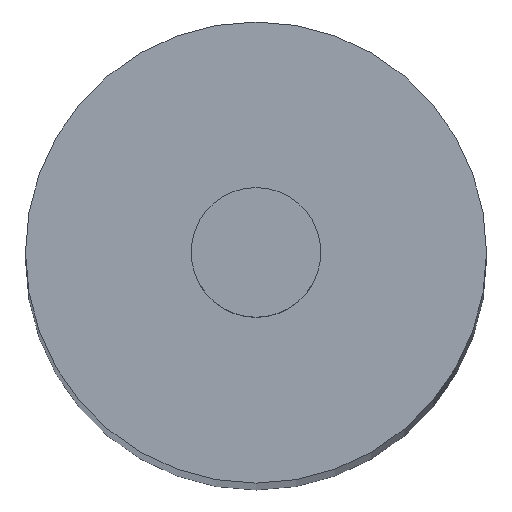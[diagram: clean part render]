
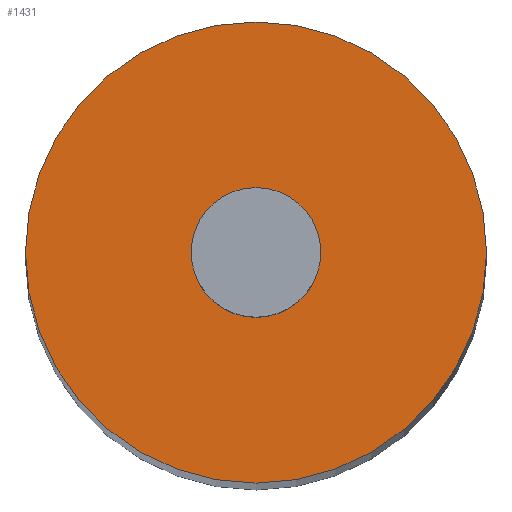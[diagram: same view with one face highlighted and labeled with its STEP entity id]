
A CAD part, top view. The second image highlights one B-rep face of the part: STEP entity #1431.
In plain terms, the highlighted planar face has unit normal (0, 0, 1).
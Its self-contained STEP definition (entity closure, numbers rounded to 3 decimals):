
#109 = EDGE_CURVE ( 'NONE', #2529, #569, #1140, .T. ) ;
#276 = DIRECTION ( 'NONE',  ( -1., 0., 0. ) ) ;
#339 = DIRECTION ( 'NONE',  ( -1., 0., 0. ) ) ;
#371 = CARTESIAN_POINT ( 'NONE',  ( 0., 0., 16.978 ) ) ;
#421 = EDGE_CURVE ( 'NONE', #1013, #892, #2044, .T. ) ;
#569 = VERTEX_POINT ( 'NONE', #959 ) ;
#687 = DIRECTION ( 'NONE',  ( -1., 0., 0. ) ) ;
#829 = CARTESIAN_POINT ( 'NONE',  ( -2.25, 0., 16.978 ) ) ;
#882 = EDGE_LOOP ( 'NONE', ( #1490, #2475 ) ) ;
#892 = VERTEX_POINT ( 'NONE', #2560 ) ;
#936 = CARTESIAN_POINT ( 'NONE',  ( 0., 0., 16.978 ) ) ;
#959 = CARTESIAN_POINT ( 'NONE',  ( 2.25, 0., 16.978 ) ) ;
#969 = ORIENTED_EDGE ( 'NONE', *, *, #421, .F. ) ;
#1013 = VERTEX_POINT ( 'NONE', #2797 ) ;
#1030 = EDGE_LOOP ( 'NONE', ( #969, #2417 ) ) ;
#1090 = AXIS2_PLACEMENT_3D ( 'NONE', #1210, #2869, #276 ) ;
#1140 = CIRCLE ( 'NONE', #1388, 2.25 ) ;
#1210 = CARTESIAN_POINT ( 'NONE',  ( 0., 0., 16.978 ) ) ;
#1249 = PLANE ( 'NONE',  #2844 ) ;
#1332 = EDGE_CURVE ( 'NONE', #892, #1013, #2992, .T. ) ;
#1388 = AXIS2_PLACEMENT_3D ( 'NONE', #2733, #2542, #2559 ) ;
#1389 = DIRECTION ( 'NONE',  ( 0., 0., -1. ) ) ;
#1431 = ADVANCED_FACE ( 'NONE', ( #1530, #2479 ), #1249, .T. ) ;
#1490 = ORIENTED_EDGE ( 'NONE', *, *, #109, .T. ) ;
#1530 = FACE_BOUND ( 'NONE', #882, .T. ) ;
#1708 = CARTESIAN_POINT ( 'NONE',  ( -2.25, 0., 16.978 ) ) ;
#1720 = DIRECTION ( 'NONE',  ( 1., 0., 0. ) ) ;
#1894 = AXIS2_PLACEMENT_3D ( 'NONE', #936, #1389, #687 ) ;
#1985 = DIRECTION ( 'NONE',  ( 0., 0., 1. ) ) ;
#2044 = CIRCLE ( 'NONE', #1894, 8. ) ;
#2149 = EDGE_CURVE ( 'NONE', #569, #2529, #3021, .T. ) ;
#2417 = ORIENTED_EDGE ( 'NONE', *, *, #1332, .F. ) ;
#2472 = DIRECTION ( 'NONE',  ( 0., 0., -1. ) ) ;
#2475 = ORIENTED_EDGE ( 'NONE', *, *, #2149, .T. ) ;
#2479 = FACE_OUTER_BOUND ( 'NONE', #1030, .T. ) ;
#2529 = VERTEX_POINT ( 'NONE', #1708 ) ;
#2542 = DIRECTION ( 'NONE',  ( 0., 0., -1. ) ) ;
#2559 = DIRECTION ( 'NONE',  ( -1., 0., 0. ) ) ;
#2560 = CARTESIAN_POINT ( 'NONE',  ( 8., 0., 16.978 ) ) ;
#2733 = CARTESIAN_POINT ( 'NONE',  ( 0., 0., 16.978 ) ) ;
#2767 = AXIS2_PLACEMENT_3D ( 'NONE', #371, #2472, #339 ) ;
#2797 = CARTESIAN_POINT ( 'NONE',  ( -8., 0., 16.978 ) ) ;
#2844 = AXIS2_PLACEMENT_3D ( 'NONE', #829, #1985, #1720 ) ;
#2869 = DIRECTION ( 'NONE',  ( 0., 0., -1. ) ) ;
#2992 = CIRCLE ( 'NONE', #1090, 8. ) ;
#3021 = CIRCLE ( 'NONE', #2767, 2.25 ) ;
